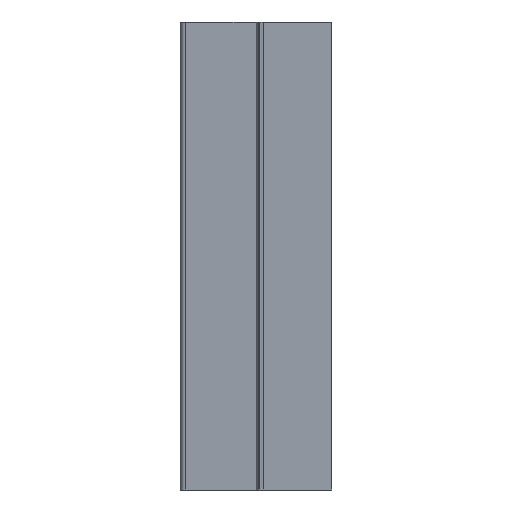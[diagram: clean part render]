
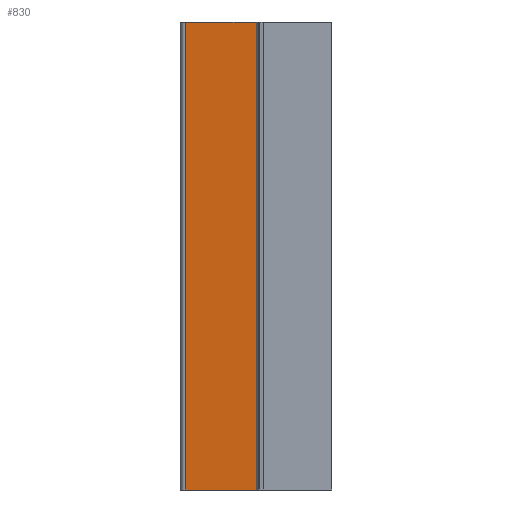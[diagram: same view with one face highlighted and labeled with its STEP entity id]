
A CAD part, left-side view. The second image highlights one B-rep face of the part: STEP entity #830.
In plain terms, the highlighted planar face has unit normal (-0.993, 0.122, 0).
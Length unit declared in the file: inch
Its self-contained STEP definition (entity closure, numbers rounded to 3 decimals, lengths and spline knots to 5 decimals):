
#36 = DIRECTION ( 'NONE',  ( -0.993, 0.122, 0. ) ) ;
#41 = AXIS2_PLACEMENT_3D ( 'NONE', #117, #36, #325 ) ;
#117 = CARTESIAN_POINT ( 'NONE',  ( -0.20942, -0.01729, -1.5748 ) ) ;
#119 = VERTEX_POINT ( 'NONE', #275 ) ;
#134 = EDGE_CURVE ( 'NONE', #528, #119, #414, .T. ) ;
#192 = LINE ( 'NONE', #868, #256 ) ;
#208 = ORIENTED_EDGE ( 'NONE', *, *, #434, .F. ) ;
#239 = CARTESIAN_POINT ( 'NONE',  ( -0.20942, -0.01729, 0. ) ) ;
#250 = LINE ( 'NONE', #520, #382 ) ;
#256 = VECTOR ( 'NONE', #721, 39.37008 ) ;
#275 = CARTESIAN_POINT ( 'NONE',  ( -0.23876, -0.25618, -1.5748 ) ) ;
#280 = VERTEX_POINT ( 'NONE', #239 ) ;
#284 = DIRECTION ( 'NONE',  ( -0.122, -0.993, 0. ) ) ;
#304 = ORIENTED_EDGE ( 'NONE', *, *, #805, .T. ) ;
#325 = DIRECTION ( 'NONE',  ( -0.122, -0.993, 0. ) ) ;
#357 = EDGE_LOOP ( 'NONE', ( #698, #506, #208, #304 ) ) ;
#382 = VECTOR ( 'NONE', #594, 39.37008 ) ;
#397 = PLANE ( 'NONE',  #41 ) ;
#414 = LINE ( 'NONE', #822, #493 ) ;
#422 = EDGE_CURVE ( 'NONE', #119, #503, #250, .T. ) ;
#434 = EDGE_CURVE ( 'NONE', #280, #503, #599, .T. ) ;
#468 = DIRECTION ( 'NONE',  ( -0.122, -0.993, 0. ) ) ;
#493 = VECTOR ( 'NONE', #284, 39.37008 ) ;
#495 = VECTOR ( 'NONE', #468, 39.37008 ) ;
#503 = VERTEX_POINT ( 'NONE', #691 ) ;
#506 = ORIENTED_EDGE ( 'NONE', *, *, #422, .T. ) ;
#520 = CARTESIAN_POINT ( 'NONE',  ( -0.23876, -0.25618, -1.5748 ) ) ;
#528 = VERTEX_POINT ( 'NONE', #613 ) ;
#593 = FACE_OUTER_BOUND ( 'NONE', #357, .T. ) ;
#594 = DIRECTION ( 'NONE',  ( 0., 0., 1. ) ) ;
#599 = LINE ( 'NONE', #869, #495 ) ;
#613 = CARTESIAN_POINT ( 'NONE',  ( -0.20942, -0.01729, -1.5748 ) ) ;
#691 = CARTESIAN_POINT ( 'NONE',  ( -0.23876, -0.25618, 0. ) ) ;
#698 = ORIENTED_EDGE ( 'NONE', *, *, #134, .T. ) ;
#721 = DIRECTION ( 'NONE',  ( 0., 0., -1. ) ) ;
#805 = EDGE_CURVE ( 'NONE', #280, #528, #192, .T. ) ;
#822 = CARTESIAN_POINT ( 'NONE',  ( -0.20942, -0.01729, -1.5748 ) ) ;
#830 = ADVANCED_FACE ( 'NONE', ( #593 ), #397, .T. ) ;
#868 = CARTESIAN_POINT ( 'NONE',  ( -0.20942, -0.01729, -1.5748 ) ) ;
#869 = CARTESIAN_POINT ( 'NONE',  ( -0.20942, -0.01729, 0. ) ) ;
